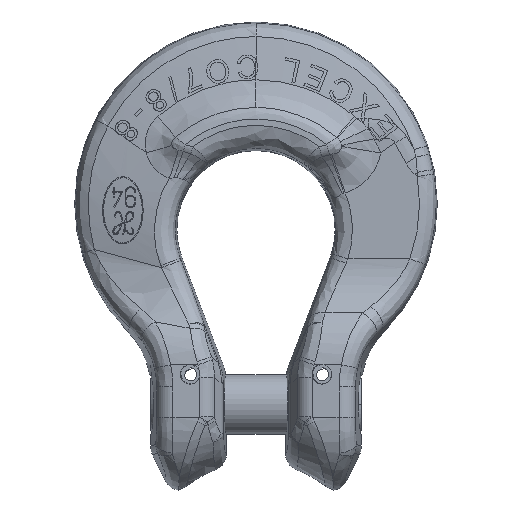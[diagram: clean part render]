
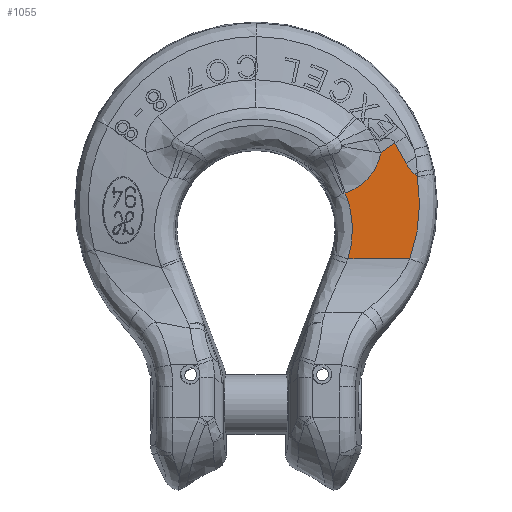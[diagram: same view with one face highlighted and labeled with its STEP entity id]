
A CAD part, top view. The second image highlights one B-rep face of the part: STEP entity #1055.
In plain terms, the highlighted planar face has unit normal (0, 0, 1).
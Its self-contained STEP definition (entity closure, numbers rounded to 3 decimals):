
#1055=ADVANCED_FACE('NONE',(#2654),#2655,.F.);
#2654=FACE_OUTER_BOUND('',#7694,.T.);
#2655=PLANE('',#7695);
#7694=EDGE_LOOP('',(#19960,#19961,#19962,#19963,#19964,#19965,#19966,#19967));
#7695=AXIS2_PLACEMENT_3D('',#19968,#19969,#19970);
#19960=ORIENTED_EDGE('',*,*,#24405,.F.);
#19961=ORIENTED_EDGE('',*,*,#24723,.F.);
#19962=ORIENTED_EDGE('',*,*,#24724,.F.);
#19963=ORIENTED_EDGE('',*,*,#24725,.F.);
#19964=ORIENTED_EDGE('',*,*,#24726,.F.);
#19965=ORIENTED_EDGE('',*,*,#24727,.F.);
#19966=ORIENTED_EDGE('',*,*,#24508,.F.);
#19967=ORIENTED_EDGE('',*,*,#24718,.T.);
#19968=CARTESIAN_POINT('',(4.841,-3.943,4.25));
#19969=DIRECTION('',(0.0,0.0,-1.0));
#19970=DIRECTION('',(-0.0,1.0,0.0));
#24405=EDGE_CURVE('NONE',#27122,#27116,#27124,.T.);
#24508=EDGE_CURVE('NONE',#27268,#27270,#27271,.T.);
#24718=EDGE_CURVE('NONE',#27268,#27116,#27618,.T.);
#24723=EDGE_CURVE('NONE',#27625,#27122,#27626,.T.);
#24724=EDGE_CURVE('NONE',#27627,#27625,#27628,.T.);
#24725=EDGE_CURVE('NONE',#27629,#27627,#27630,.T.);
#24726=EDGE_CURVE('NONE',#27631,#27629,#27632,.T.);
#24727=EDGE_CURVE('NONE',#27270,#27631,#27633,.T.);
#27116=VERTEX_POINT('NONE',#32702);
#27122=VERTEX_POINT('NONE',#32719);
#27124=(B_SPLINE_CURVE(3,(#32722,#32723,#32724,#32725),.UNSPECIFIED.,.F.,.F.)B_SPLINE_CURVE_WITH_KNOTS((4,4),(0.0,1.0),.UNSPECIFIED.)RATIONAL_B_SPLINE_CURVE((1.0,0.978,0.978,1.0))BOUNDED_CURVE()REPRESENTATION_ITEM('')GEOMETRIC_REPRESENTATION_ITEM()CURVE());
#27268=VERTEX_POINT('NONE',#33386);
#27270=VERTEX_POINT('NONE',#33388);
#27271=(B_SPLINE_CURVE(3,(#33390,#33391,#33392,#33393),.UNSPECIFIED.,.F.,.F.)B_SPLINE_CURVE_WITH_KNOTS((4,4),(0.0,1.0),.UNSPECIFIED.)RATIONAL_B_SPLINE_CURVE((1.0,0.96,0.96,1.0))BOUNDED_CURVE()REPRESENTATION_ITEM('')GEOMETRIC_REPRESENTATION_ITEM()CURVE());
#27618=LINE('',#34810,#34811);
#27625=VERTEX_POINT('NONE',#34827);
#27626=LINE('',#34828,#34829);
#27627=VERTEX_POINT('NONE',#34830);
#27628=B_SPLINE_CURVE_WITH_KNOTS('',3,(#34831,#34832,#34833,#34834,#34835,#34836),.UNSPECIFIED.,.F.,.F.,(4,2,4),(0.0,0.5,1.0),.UNSPECIFIED.);
#27629=VERTEX_POINT('NONE',#34837);
#27630=LINE('',#34838,#34839);
#27631=VERTEX_POINT('NONE',#34840);
#27632=LINE('',#34841,#34842);
#27633=B_SPLINE_CURVE_WITH_KNOTS('',3,(#34843,#34844,#34845,#34846,#34847,#34848,#34849,#34850,#34851,#34852,#34853,#34854,#34855,#34856,#34857,#34858),.UNSPECIFIED.,.F.,.F.,(4,2,2,2,2,2,2,4),(0.0,0.125,0.25,0.375,0.5,0.625,0.75,1.0),.UNSPECIFIED.);
#32702=CARTESIAN_POINT('',(23.325,-4.432,4.25));
#32719=CARTESIAN_POINT('',(24.467,8.065,4.25));
#32722=CARTESIAN_POINT('',(24.467,8.065,4.25));
#32723=CARTESIAN_POINT('',(25.168,3.847,4.25));
#32724=CARTESIAN_POINT('',(24.779,-0.411,4.25));
#32725=CARTESIAN_POINT('',(23.325,-4.432,4.25));
#33386=CARTESIAN_POINT('',(13.941,-4.432,4.25));
#33388=CARTESIAN_POINT('',(13.53,5.561,4.25));
#33390=CARTESIAN_POINT('',(13.941,-4.432,4.25));
#33391=CARTESIAN_POINT('',(14.993,-1.122,4.25));
#33392=CARTESIAN_POINT('',(14.851,2.348,4.25));
#33393=CARTESIAN_POINT('',(13.53,5.561,4.25));
#34810=CARTESIAN_POINT('',(-37.5,-4.432,4.25));
#34811=VECTOR('',#44929,1000.0);
#34827=CARTESIAN_POINT('',(24.14,8.347,4.25));
#34828=CARTESIAN_POINT('',(24.14,8.347,4.25));
#34829=VECTOR('',#44931,1000.0);
#34830=CARTESIAN_POINT('',(22.731,10.128,4.25));
#34831=CARTESIAN_POINT('',(22.731,10.128,4.25));
#34832=CARTESIAN_POINT('',(22.917,9.793,4.25));
#34833=CARTESIAN_POINT('',(23.124,9.474,4.25));
#34834=CARTESIAN_POINT('',(23.589,8.877,4.25));
#34835=CARTESIAN_POINT('',(23.847,8.598,4.25));
#34836=CARTESIAN_POINT('',(24.14,8.347,4.25));
#34837=CARTESIAN_POINT('',(21.062,13.141,4.25));
#34838=CARTESIAN_POINT('',(21.062,13.141,4.25));
#34839=VECTOR('',#44932,1000.0);
#34840=CARTESIAN_POINT('',(18.912,11.635,4.25));
#34841=CARTESIAN_POINT('',(18.912,11.635,4.25));
#34842=VECTOR('',#44933,1000.0);
#34843=CARTESIAN_POINT('',(13.53,5.561,4.25));
#34844=CARTESIAN_POINT('',(13.868,5.677,4.25));
#34845=CARTESIAN_POINT('',(14.202,5.81,4.25));
#34846=CARTESIAN_POINT('',(14.849,6.113,4.25));
#34847=CARTESIAN_POINT('',(15.161,6.283,4.25));
#34848=CARTESIAN_POINT('',(15.761,6.661,4.25));
#34849=CARTESIAN_POINT('',(16.048,6.87,4.25));
#34850=CARTESIAN_POINT('',(16.595,7.329,4.25));
#34851=CARTESIAN_POINT('',(16.853,7.579,4.25));
#34852=CARTESIAN_POINT('',(17.327,8.106,4.25));
#34853=CARTESIAN_POINT('',(17.544,8.385,4.25));
#34854=CARTESIAN_POINT('',(17.94,8.975,4.25));
#34855=CARTESIAN_POINT('',(18.119,9.288,4.25));
#34856=CARTESIAN_POINT('',(18.581,10.252,4.25));
#34857=CARTESIAN_POINT('',(18.795,10.927,4.25));
#34858=CARTESIAN_POINT('',(18.912,11.635,4.25));
#44929=DIRECTION('',(1.0,0.0,-0.0));
#44931=DIRECTION('',(0.758,-0.652,0.0));
#44932=DIRECTION('',(0.485,-0.875,0.0));
#44933=DIRECTION('',(0.819,0.574,0.0));
